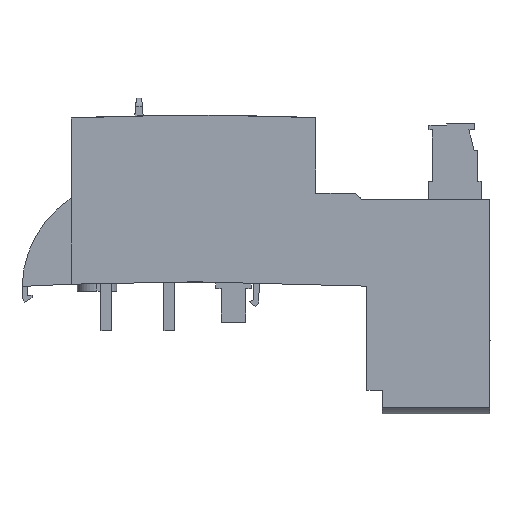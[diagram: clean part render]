
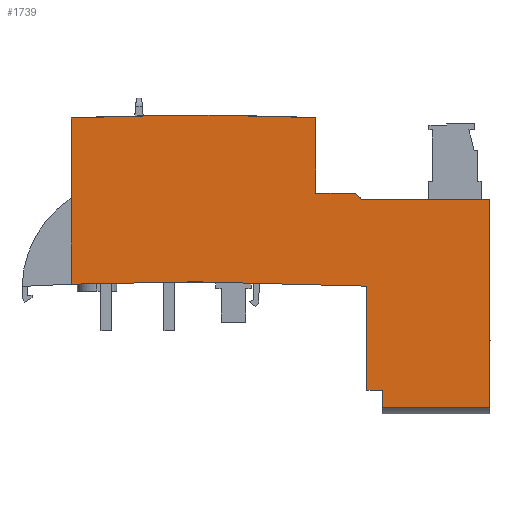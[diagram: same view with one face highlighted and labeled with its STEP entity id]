
A CAD part, left-side view. The second image highlights one B-rep face of the part: STEP entity #1739.
In plain terms, the highlighted face is planar.
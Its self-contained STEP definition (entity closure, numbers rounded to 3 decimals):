
#1411 = VERTEX_POINT ( 'NONE', #8334 ) ;
#1413 = EDGE_CURVE ( 'NONE', #5019, #1463, #8333, .T. ) ;
#1418 = EDGE_CURVE ( 'NONE', #1465, #1411, #8327, .T. ) ;
#1459 = EDGE_CURVE ( 'NONE', #1463, #1465, #8535, .T. ) ;
#1463 = VERTEX_POINT ( 'NONE', #8561 ) ;
#1465 = VERTEX_POINT ( 'NONE', #8560 ) ;
#1714 = ORIENTED_EDGE ( 'NONE', *, *, #1459, .T. ) ;
#1715 = ORIENTED_EDGE ( 'NONE', *, *, #1418, .T. ) ;
#1716 = ORIENTED_EDGE ( 'NONE', *, *, #1413, .T. ) ;
#1717 = ORIENTED_EDGE ( 'NONE', *, *, #5098, .T. ) ;
#1718 = ORIENTED_EDGE ( 'NONE', *, *, #1719, .F. ) ;
#1719 = EDGE_CURVE ( 'NONE', #5096, #1738, #9062, .T. ) ;
#1720 = EDGE_CURVE ( 'NONE', #1411, #1722, #9058, .T. ) ;
#1721 = ORIENTED_EDGE ( 'NONE', *, *, #1720, .T. ) ;
#1722 = VERTEX_POINT ( 'NONE', #9054 ) ;
#1725 = EDGE_LOOP ( 'NONE', ( #1718, #1717, #1716, #1714, #1715, #1721, #1766, #1749, #1750, #1753, #1752, #1751, #1748, #1777 ) ) ;
#1738 = VERTEX_POINT ( 'NONE', #9088 ) ;
#1739 = ADVANCED_FACE ( 'NONE', ( #9087 ), #9086, .T. ) ;
#1748 = ORIENTED_EDGE ( 'NONE', *, *, #2344, .T. ) ;
#1749 = ORIENTED_EDGE ( 'NONE', *, *, #1760, .T. ) ;
#1750 = ORIENTED_EDGE ( 'NONE', *, *, #26326, .T. ) ;
#1751 = ORIENTED_EDGE ( 'NONE', *, *, #1756, .T. ) ;
#1752 = ORIENTED_EDGE ( 'NONE', *, *, #26370, .T. ) ;
#1753 = ORIENTED_EDGE ( 'NONE', *, *, #26400, .T. ) ;
#1756 = EDGE_CURVE ( 'NONE', #26375, #2366, #9077, .T. ) ;
#1760 = EDGE_CURVE ( 'NONE', #1762, #26325, #9128, .T. ) ;
#1762 = VERTEX_POINT ( 'NONE', #9120 ) ;
#1765 = EDGE_CURVE ( 'NONE', #1722, #1762, #9115, .T. ) ;
#1766 = ORIENTED_EDGE ( 'NONE', *, *, #1765, .T. ) ;
#1773 = EDGE_CURVE ( 'NONE', #2342, #1738, #9100, .T. ) ;
#1777 = ORIENTED_EDGE ( 'NONE', *, *, #1773, .T. ) ;
#2342 = VERTEX_POINT ( 'NONE', #10362 ) ;
#2344 = EDGE_CURVE ( 'NONE', #2366, #2342, #10361, .T. ) ;
#2366 = VERTEX_POINT ( 'NONE', #10410 ) ;
#5019 = VERTEX_POINT ( 'NONE', #23705 ) ;
#5096 = VERTEX_POINT ( 'NONE', #23865 ) ;
#5098 = EDGE_CURVE ( 'NONE', #5096, #5019, #23897, .T. ) ;
#8320 = DIRECTION ( 'NONE',  ( 1., 0., 0. ) ) ;
#8321 = VECTOR ( 'NONE', #8320, 1000. ) ;
#8322 = CARTESIAN_POINT ( 'NONE',  ( 38.248, 5.75, 9.093 ) ) ;
#8327 = LINE ( 'NONE', #8322, #8321 ) ;
#8329 = CARTESIAN_POINT ( 'NONE',  ( 38.248, 30.473, 9.093 ) ) ;
#8330 = CARTESIAN_POINT ( 'NONE',  ( 24.747, 31.158, 9.093 ) ) ;
#8331 = CARTESIAN_POINT ( 'NONE',  ( 11.232, 31.501, 9.093 ) ) ;
#8332 = CARTESIAN_POINT ( 'NONE',  ( -2.286, 31.501, 9.093 ) ) ;
#8333 =( BOUNDED_CURVE ( )  B_SPLINE_CURVE ( 3, ( #8332, #8331, #8330, #8329 ),
 .UNSPECIFIED., .F., .T. ) 
 B_SPLINE_CURVE_WITH_KNOTS ( ( 4, 4 ),
 ( 0., 0.051 ),
 .UNSPECIFIED. ) 
 CURVE ( )  GEOMETRIC_REPRESENTATION_ITEM ( )  RATIONAL_B_SPLINE_CURVE ( ( 1., 1., 1., 1. ) ) 
 REPRESENTATION_ITEM ( '' )  );
#8334 = CARTESIAN_POINT ( 'NONE',  ( 41.948, 5.75, 9.093 ) ) ;
#8532 = DIRECTION ( 'NONE',  ( 0., -1., 0. ) ) ;
#8533 = VECTOR ( 'NONE', #8532, 1000. ) ;
#8534 = CARTESIAN_POINT ( 'NONE',  ( 38.248, 30.473, 9.093 ) ) ;
#8535 = LINE ( 'NONE', #8534, #8533 ) ;
#8560 = CARTESIAN_POINT ( 'NONE',  ( 38.248, 5.75, 9.093 ) ) ;
#8561 = CARTESIAN_POINT ( 'NONE',  ( 38.248, 30.473, 9.093 ) ) ;
#9054 = CARTESIAN_POINT ( 'NONE',  ( 41.948, 1.5, 9.093 ) ) ;
#9055 = DIRECTION ( 'NONE',  ( 0., -1., 0. ) ) ;
#9056 = VECTOR ( 'NONE', #9055, 1000. ) ;
#9057 = CARTESIAN_POINT ( 'NONE',  ( 41.948, 5.75, 9.093 ) ) ;
#9058 = LINE ( 'NONE', #9057, #9056 ) ;
#9059 = DIRECTION ( 'NONE',  ( 0., 1., 0. ) ) ;
#9060 = VECTOR ( 'NONE', #9059, 1000. ) ;
#9061 = CARTESIAN_POINT ( 'NONE',  ( -32.152, -768.498, 9.093 ) ) ;
#9062 = LINE ( 'NONE', #9061, #9060 ) ;
#9074 = DIRECTION ( 'NONE',  ( 0., 1., 0. ) ) ;
#9075 = VECTOR ( 'NONE', #9074, 1000. ) ;
#9076 = CARTESIAN_POINT ( 'NONE',  ( 26.048, 52.6, 9.093 ) ) ;
#9077 = LINE ( 'NONE', #9076, #9075 ) ;
#9082 = DIRECTION ( 'NONE',  ( 1., 0., 0. ) ) ;
#9083 = DIRECTION ( 'NONE',  ( 0., 0., 1. ) ) ;
#9084 = CARTESIAN_POINT ( 'NONE',  ( -2.286, -768.498, 9.093 ) ) ;
#9085 = AXIS2_PLACEMENT_3D ( 'NONE', #9084, #9083, #9082 ) ;
#9086 = PLANE ( 'NONE',  #9085 ) ;
#9087 = FACE_OUTER_BOUND ( 'NONE', #1725, .T. ) ;
#9088 = CARTESIAN_POINT ( 'NONE',  ( -32.152, 70.145, 9.093 ) ) ;
#9097 = DIRECTION ( 'NONE',  ( 0., -1., 0. ) ) ;
#9098 = VECTOR ( 'NONE', #9097, 1000. ) ;
#9099 = CARTESIAN_POINT ( 'NONE',  ( -32.152, 51.417, 9.093 ) ) ;
#9100 = LINE ( 'NONE', #9099, #9098 ) ;
#9112 = DIRECTION ( 'NONE',  ( 1., 0., 0. ) ) ;
#9113 = VECTOR ( 'NONE', #9112, 1000. ) ;
#9114 = CARTESIAN_POINT ( 'NONE',  ( 41.948, 1.5, 9.093 ) ) ;
#9115 = LINE ( 'NONE', #9114, #9113 ) ;
#9120 = CARTESIAN_POINT ( 'NONE',  ( 67.548, 1.5, 9.093 ) ) ;
#9125 = DIRECTION ( 'NONE',  ( 0., 1., 0. ) ) ;
#9126 = VECTOR ( 'NONE', #9125, 1000. ) ;
#9127 = CARTESIAN_POINT ( 'NONE',  ( 67.548, 51.1, 9.093 ) ) ;
#9128 = LINE ( 'NONE', #9127, #9126 ) ;
#10357 = DIRECTION ( 'NONE',  ( 1., 0., 0. ) ) ;
#10358 = DIRECTION ( 'NONE',  ( 0., 0., 1. ) ) ;
#10359 = CARTESIAN_POINT ( 'NONE',  ( -2.252, -728.9, 9.093 ) ) ;
#10360 = AXIS2_PLACEMENT_3D ( 'NONE', #10359, #10358, #10357 ) ;
#10361 = CIRCLE ( 'NONE', #10360, 800. ) ;
#10362 = CARTESIAN_POINT ( 'NONE',  ( -32.152, 70.541, 9.093 ) ) ;
#10410 = CARTESIAN_POINT ( 'NONE',  ( 26.048, 70.599, 9.093 ) ) ;
#23705 = CARTESIAN_POINT ( 'NONE',  ( -2.286, 31.501, 9.093 ) ) ;
#23865 = CARTESIAN_POINT ( 'NONE',  ( -32.152, 30.943, 9.093 ) ) ;
#23893 = CARTESIAN_POINT ( 'NONE',  ( -2.286, 31.501, 9.093 ) ) ;
#23894 = CARTESIAN_POINT ( 'NONE',  ( -12.244, 31.501, 9.093 ) ) ;
#23895 = CARTESIAN_POINT ( 'NONE',  ( -22.201, 31.315, 9.093 ) ) ;
#23896 = CARTESIAN_POINT ( 'NONE',  ( -32.152, 30.943, 9.093 ) ) ;
#23897 =( BOUNDED_CURVE ( )  B_SPLINE_CURVE ( 3, ( #23896, #23895, #23894, #23893 ),
 .UNSPECIFIED., .F., .T. ) 
 B_SPLINE_CURVE_WITH_KNOTS ( ( 4, 4 ),
 ( 6.246, 6.283 ),
 .UNSPECIFIED. ) 
 CURVE ( )  GEOMETRIC_REPRESENTATION_ITEM ( )  RATIONAL_B_SPLINE_CURVE ( ( 1., 1., 1., 1. ) ) 
 REPRESENTATION_ITEM ( '' )  );
#25313 = CARTESIAN_POINT ( 'NONE',  ( 67.548, 51.1, 9.093 ) ) ;
#25349 = DIRECTION ( 'NONE',  ( -1., 0., 0. ) ) ;
#25350 = VECTOR ( 'NONE', #25349, 1000. ) ;
#25351 = CARTESIAN_POINT ( 'NONE',  ( 67.548, 51.1, 9.093 ) ) ;
#25352 = LINE ( 'NONE', #25351, #25350 ) ;
#25387 = CARTESIAN_POINT ( 'NONE',  ( 37.048, 51.1, 9.093 ) ) ;
#25433 = DIRECTION ( 'NONE',  ( -1., 0., 0. ) ) ;
#25434 = VECTOR ( 'NONE', #25433, 1000. ) ;
#25435 = CARTESIAN_POINT ( 'NONE',  ( 35.548, 52.6, 9.093 ) ) ;
#25436 = LINE ( 'NONE', #25435, #25434 ) ;
#25451 = CARTESIAN_POINT ( 'NONE',  ( 35.548, 52.6, 9.093 ) ) ;
#25479 = CARTESIAN_POINT ( 'NONE',  ( 26.048, 52.6, 9.093 ) ) ;
#25524 = DIRECTION ( 'NONE',  ( -0.707, 0.707, 0. ) ) ;
#25525 = VECTOR ( 'NONE', #25524, 1000. ) ;
#25526 = CARTESIAN_POINT ( 'NONE',  ( 37.048, 51.1, 9.093 ) ) ;
#25527 = LINE ( 'NONE', #25526, #25525 ) ;
#26325 = VERTEX_POINT ( 'NONE', #25313 ) ;
#26326 = EDGE_CURVE ( 'NONE', #26325, #26331, #25352, .T. ) ;
#26331 = VERTEX_POINT ( 'NONE', #25387 ) ;
#26361 = VERTEX_POINT ( 'NONE', #25451 ) ;
#26370 = EDGE_CURVE ( 'NONE', #26361, #26375, #25436, .T. ) ;
#26375 = VERTEX_POINT ( 'NONE', #25479 ) ;
#26400 = EDGE_CURVE ( 'NONE', #26331, #26361, #25527, .T. ) ;
